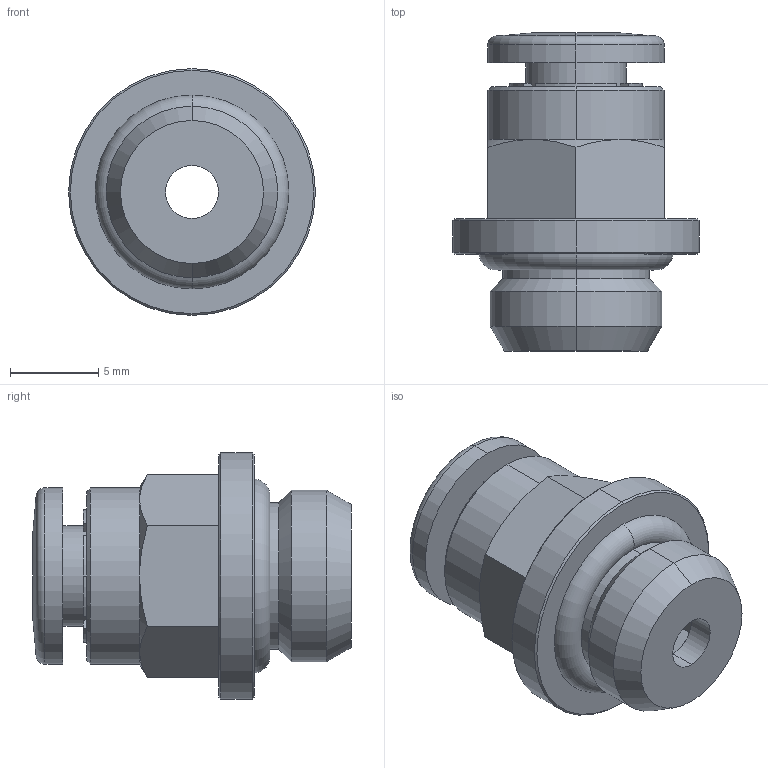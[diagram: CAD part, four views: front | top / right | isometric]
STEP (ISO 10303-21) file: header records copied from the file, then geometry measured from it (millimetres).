
FILE_DESCRIPTION (( 'STEP AP203' ), '1' );
FILE_NAME ('OTRC04G01.STEP', '2023-05-15T08:55:12', ( '' ), ( '' ), 'SwSTEP 2.0', 'SolidWorks 2022', '' );
FILE_SCHEMA (( 'CONFIG_CONTROL_DESIGN' ));
Length unit declared in the file: millimetre
Products named in the file (1): OTRC04G01
Bounding box: 14 x 18.05 x 14 mm (x, y, z)
Volume: 1247.2 mm3; surface area: 1188.7 mm2
Topology: 1 solids, 1 shells, 96 faces, 219 edges, 133 vertices
Faces by surface type: plane 36, cylinder 28, cone 19, torus 13
Entity records: 2922 total; most frequent: CARTESIAN_POINT 641, DIRECTION 491, ORIENTED_EDGE 438, EDGE_CURVE 219, AXIS2_PLACEMENT_3D 195, VERTEX_POINT 133, EDGE_LOOP 106, VECTOR 101
